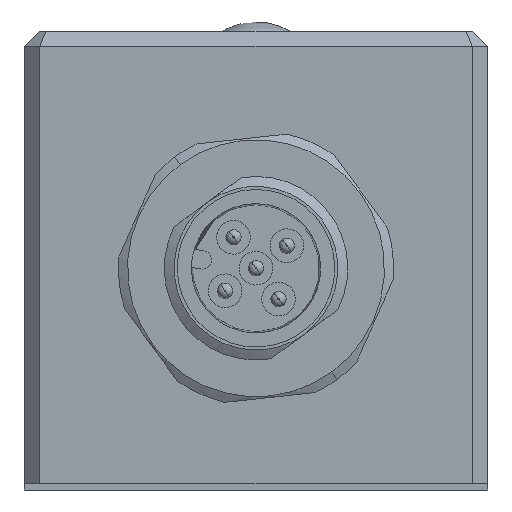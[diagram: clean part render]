
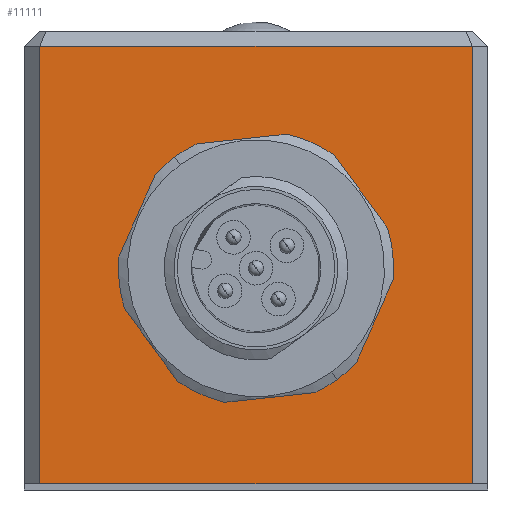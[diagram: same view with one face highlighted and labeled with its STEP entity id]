
A CAD part, front view. The second image highlights one B-rep face of the part: STEP entity #11111.
In plain terms, the highlighted planar face has unit normal (0, -1, 0).
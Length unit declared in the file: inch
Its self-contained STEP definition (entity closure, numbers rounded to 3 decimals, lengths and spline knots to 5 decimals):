
#281 = LINE ( 'NONE', #2110, #12352 ) ;
#1040 = DIRECTION ( 'NONE',  ( 0., 0., -1. ) ) ;
#1349 = LINE ( 'NONE', #10130, #13970 ) ;
#1474 = ORIENTED_EDGE ( 'NONE', *, *, #14028, .F. ) ;
#1784 = CARTESIAN_POINT ( 'NONE',  ( -0.55709, -2.1063, 0.01575 ) ) ;
#1915 = EDGE_CURVE ( 'NONE', #2515, #9166, #1349, .T. ) ;
#2033 = CIRCLE ( 'NONE', #4754, 0.31496 ) ;
#2109 = VECTOR ( 'NONE', #15387, 39.37008 ) ;
#2110 = CARTESIAN_POINT ( 'NONE',  ( -0.55709, -2.1063, 0.01575 ) ) ;
#2515 = VERTEX_POINT ( 'NONE', #1784 ) ;
#2813 = VERTEX_POINT ( 'NONE', #8680 ) ;
#2875 = LINE ( 'NONE', #3214, #2109 ) ;
#2967 = EDGE_LOOP ( 'NONE', ( #6942, #3831 ) ) ;
#3080 = ORIENTED_EDGE ( 'NONE', *, *, #1915, .F. ) ;
#3214 = CARTESIAN_POINT ( 'NONE',  ( -0.55709, -2.1063, 1.14173 ) ) ;
#3463 = EDGE_CURVE ( 'NONE', #2515, #15245, #281, .T. ) ;
#3831 = ORIENTED_EDGE ( 'NONE', *, *, #8577, .T. ) ;
#4754 = AXIS2_PLACEMENT_3D ( 'NONE', #13059, #13011, #14226 ) ;
#4768 = PLANE ( 'NONE',  #12889 ) ;
#4908 = CARTESIAN_POINT ( 'NONE',  ( 0.55709, -2.1063, 1.14173 ) ) ;
#5025 = ORIENTED_EDGE ( 'NONE', *, *, #15208, .T. ) ;
#6439 = CARTESIAN_POINT ( 'NONE',  ( 0.55709, -2.1063, 0.01575 ) ) ;
#6542 = CARTESIAN_POINT ( 'NONE',  ( 0., -2.1063, 0.57087 ) ) ;
#6758 = LINE ( 'NONE', #6439, #12541 ) ;
#6891 = ORIENTED_EDGE ( 'NONE', *, *, #3463, .T. ) ;
#6942 = ORIENTED_EDGE ( 'NONE', *, *, #8141, .T. ) ;
#7257 = EDGE_LOOP ( 'NONE', ( #6891, #5025, #1474, #3080 ) ) ;
#7637 = DIRECTION ( 'NONE',  ( 0., 0., 1. ) ) ;
#8053 = FACE_BOUND ( 'NONE', #2967, .T. ) ;
#8065 = CARTESIAN_POINT ( 'NONE',  ( -0.31496, -2.1063, 0.57087 ) ) ;
#8141 = EDGE_CURVE ( 'NONE', #2813, #11681, #11616, .T. ) ;
#8577 = EDGE_CURVE ( 'NONE', #11681, #2813, #2033, .T. ) ;
#8680 = CARTESIAN_POINT ( 'NONE',  ( 0.31496, -2.1063, 0.57087 ) ) ;
#9166 = VERTEX_POINT ( 'NONE', #11709 ) ;
#9337 = DIRECTION ( 'NONE',  ( 1., 0., 0. ) ) ;
#9427 = AXIS2_PLACEMENT_3D ( 'NONE', #6542, #11481, #13998 ) ;
#9504 = VERTEX_POINT ( 'NONE', #4908 ) ;
#10126 = CARTESIAN_POINT ( 'NONE',  ( 0.55709, -2.1063, 0.01575 ) ) ;
#10130 = CARTESIAN_POINT ( 'NONE',  ( -0.55709, -2.1063, 0.01575 ) ) ;
#11111 = ADVANCED_FACE ( 'NONE', ( #8053, #14435 ), #4768, .T. ) ;
#11277 = DIRECTION ( 'NONE',  ( 0., 0., 1. ) ) ;
#11481 = DIRECTION ( 'NONE',  ( 0., 1., 0. ) ) ;
#11616 = CIRCLE ( 'NONE', #9427, 0.31496 ) ;
#11681 = VERTEX_POINT ( 'NONE', #8065 ) ;
#11709 = CARTESIAN_POINT ( 'NONE',  ( -0.55709, -2.1063, 1.14173 ) ) ;
#12352 = VECTOR ( 'NONE', #9337, 39.37008 ) ;
#12541 = VECTOR ( 'NONE', #11277, 39.37008 ) ;
#12889 = AXIS2_PLACEMENT_3D ( 'NONE', #13241, #13345, #1040 ) ;
#13011 = DIRECTION ( 'NONE',  ( 0., 1., 0. ) ) ;
#13059 = CARTESIAN_POINT ( 'NONE',  ( 0., -2.1063, 0.57087 ) ) ;
#13241 = CARTESIAN_POINT ( 'NONE',  ( 0.55709, -2.1063, 0. ) ) ;
#13345 = DIRECTION ( 'NONE',  ( 0., -1., 0. ) ) ;
#13970 = VECTOR ( 'NONE', #7637, 39.37008 ) ;
#13998 = DIRECTION ( 'NONE',  ( 1., 0., 0. ) ) ;
#14028 = EDGE_CURVE ( 'NONE', #9166, #9504, #2875, .T. ) ;
#14226 = DIRECTION ( 'NONE',  ( 1., 0., 0. ) ) ;
#14435 = FACE_OUTER_BOUND ( 'NONE', #7257, .T. ) ;
#15208 = EDGE_CURVE ( 'NONE', #15245, #9504, #6758, .T. ) ;
#15245 = VERTEX_POINT ( 'NONE', #10126 ) ;
#15387 = DIRECTION ( 'NONE',  ( 1., 0., 0. ) ) ;
